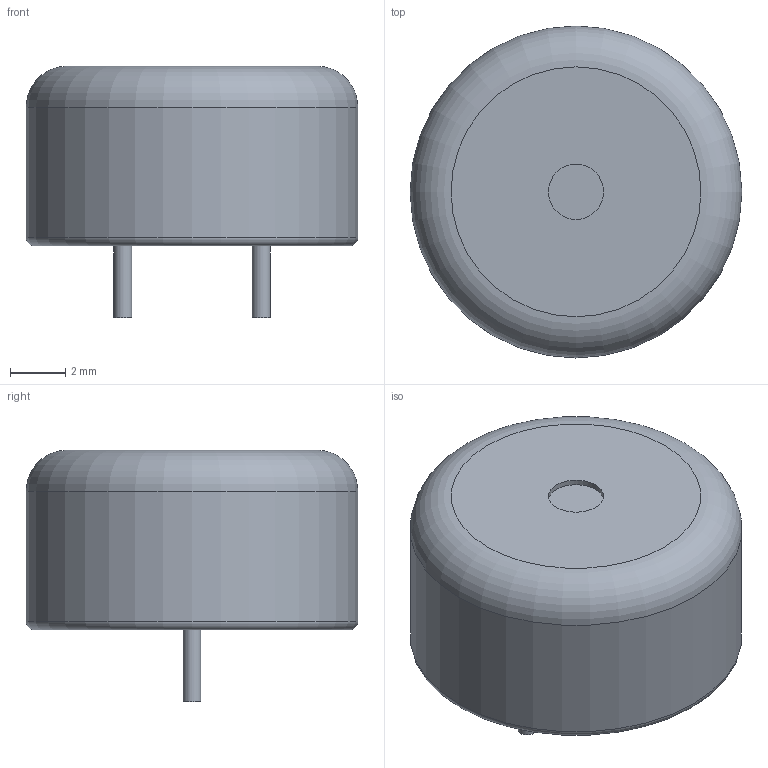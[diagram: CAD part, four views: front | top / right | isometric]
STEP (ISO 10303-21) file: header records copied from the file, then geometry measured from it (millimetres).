
FILE_DESCRIPTION(('FreeCAD Model'),'2;1');
FILE_NAME('Open CASCADE Shape Model','2024-06-18T21:34:32',(''),(''), 'Open CASCADE STEP processor 7.6','FreeCAD','Unknown');
FILE_SCHEMA(('AUTOMOTIVE_DESIGN { 1 0 10303 214 1 1 1 1 }'));
Length unit declared in the file: millimetre
Products named in the file (1): Pocket
Bounding box: 12 x 12 x 9.1 mm (x, y, z)
Volume: 718.7 mm3; surface area: 453.3 mm2
Topology: 1 solids, 1 shells, 11 faces, 16 edges, 10 vertices
Faces by surface type: plane 5, cylinder 4, torus 2
Full cylindrical faces by diameter (mm): 0.65 x2, 2 x1, 12 x1
Entity records: 268 total; most frequent: DIRECTION 52, CARTESIAN_POINT 38, ORIENTED_EDGE 32, AXIS2_PLACEMENT_3D 24, EDGE_CURVE 16, FACE_BOUND 14, EDGE_LOOP 14, CIRCLE 12
